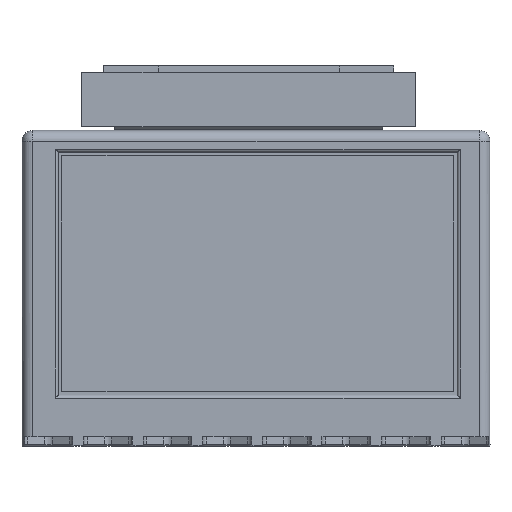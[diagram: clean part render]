
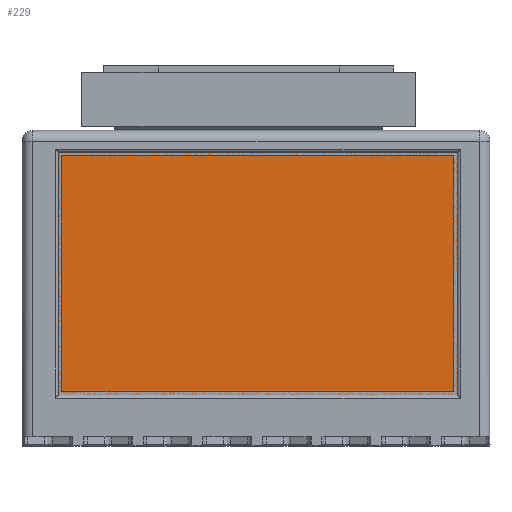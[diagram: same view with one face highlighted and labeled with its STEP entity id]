
A CAD part, top view. The second image highlights one B-rep face of the part: STEP entity #229.
In plain terms, the highlighted planar face has unit normal (0, 0, 1).
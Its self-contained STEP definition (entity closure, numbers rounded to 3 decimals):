
#44=AXIS2_PLACEMENT_3D('Plane Axis2P3D',#41,#42,#43) ;
#41=CARTESIAN_POINT('Axis2P3D Location',(0.,0.,0.)) ;
#46=CARTESIAN_POINT('Line Origine',(0.,38.,0.)) ;
#50=CARTESIAN_POINT('Vertex',(60.5,38.,0.)) ;
#52=CARTESIAN_POINT('Vertex',(-60.5,38.,0.)) ;
#55=CARTESIAN_POINT('Line Origine',(60.5,0.,0.)) ;
#59=CARTESIAN_POINT('Vertex',(60.5,-38.,0.)) ;
#62=CARTESIAN_POINT('Line Origine',(0.,-38.,0.)) ;
#66=CARTESIAN_POINT('Vertex',(-60.5,-38.,0.)) ;
#69=CARTESIAN_POINT('Line Origine',(-60.5,0.,0.)) ;
#42=DIRECTION('Axis2P3D Direction',(0.,0.,1.)) ;
#43=DIRECTION('Axis2P3D XDirection',(1.,0.,0.)) ;
#47=DIRECTION('Vector Direction',(1.,0.,0.)) ;
#56=DIRECTION('Vector Direction',(0.,1.,0.)) ;
#63=DIRECTION('Vector Direction',(-1.,0.,0.)) ;
#70=DIRECTION('Vector Direction',(0.,-1.,0.)) ;
#48=VECTOR('Line Direction',#47,1.) ;
#57=VECTOR('Line Direction',#56,1.) ;
#64=VECTOR('Line Direction',#63,1.) ;
#71=VECTOR('Line Direction',#70,1.) ;
#224=ORIENTED_EDGE('',*,*,#73,.T.) ;
#225=ORIENTED_EDGE('',*,*,#68,.T.) ;
#226=ORIENTED_EDGE('',*,*,#61,.T.) ;
#227=ORIENTED_EDGE('',*,*,#54,.T.) ;
#229=ADVANCED_FACE('K\X2\00F6\X0\rper.2',(#228),#45,.T.) ;
#54=EDGE_CURVE('',#51,#53,#49,.F.) ;
#61=EDGE_CURVE('',#60,#51,#58,.T.) ;
#68=EDGE_CURVE('',#67,#60,#65,.F.) ;
#73=EDGE_CURVE('',#53,#67,#72,.T.) ;
#223=EDGE_LOOP('',(#224,#225,#226,#227)) ;
#228=FACE_OUTER_BOUND('',#223,.T.) ;
#49=LINE('Line',#46,#48) ;
#58=LINE('Line',#55,#57) ;
#65=LINE('Line',#62,#64) ;
#72=LINE('Line',#69,#71) ;
#45=PLANE('',#44) ;
#51=VERTEX_POINT('',#50) ;
#53=VERTEX_POINT('',#52) ;
#60=VERTEX_POINT('',#59) ;
#67=VERTEX_POINT('',#66) ;
